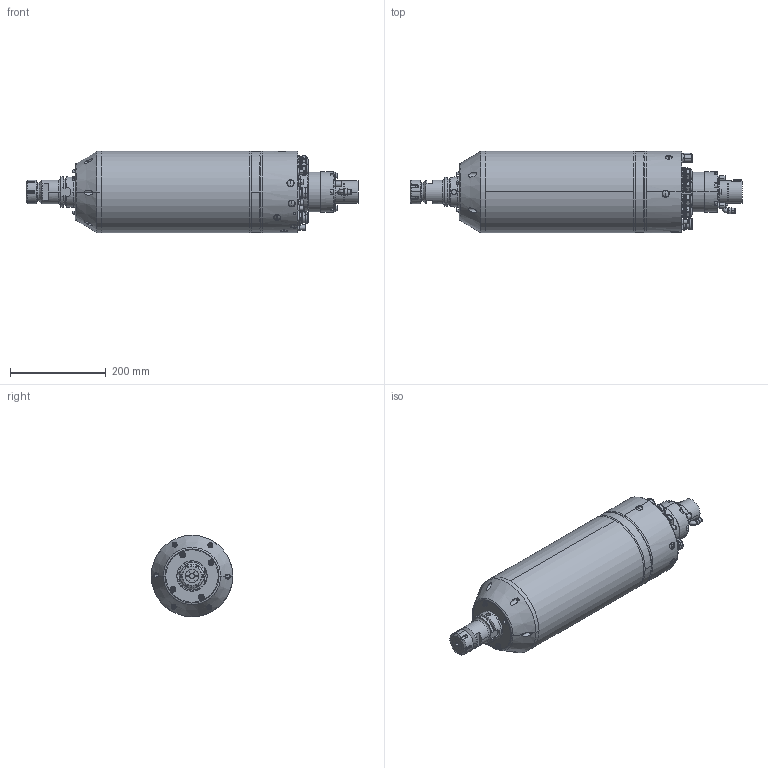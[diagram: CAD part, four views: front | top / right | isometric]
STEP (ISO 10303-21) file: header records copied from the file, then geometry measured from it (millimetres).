
FILE_DESCRIPTION (( 'STEP AP203' ), '1' );
FILE_NAME ('170AI20HIKW-02-.STEP', '2010-12-07T10:32:16', ( 'IBAGCAD_7' ), ( 'IBAG Switzerland AG' ), 'SwSTEP 2.0', 'SolidWorks 2010', '' );
FILE_SCHEMA (( 'CONFIG_CONTROL_DESIGN' ));
Length unit declared in the file: millimetre
Products named in the file (1): 170AI20HIKW-02-
Bounding box: 694.64 x 170 x 170 mm (x, y, z)
Surface area: 450904.8 mm2 (no closed solid volume)
Topology: 0 solids, 140 shells, 1371 faces, 4085 edges, 2855 vertices
Faces by surface type: cylinder 565, plane 561, torus 109, cone 100, sphere 24, bspline 12
Entity records: 48847 total; most frequent: CARTESIAN_POINT 11255, DIRECTION 8522, ORIENTED_EDGE 6632, EDGE_CURVE 4031, AXIS2_PLACEMENT_3D 3321, VERTEX_POINT 2843, CIRCLE 1961, VECTOR 1880
